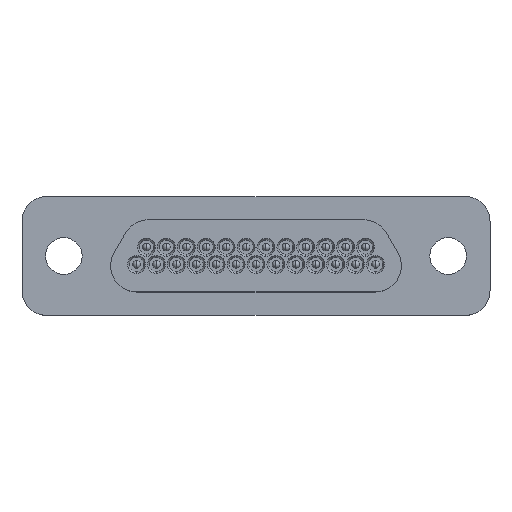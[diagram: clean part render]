
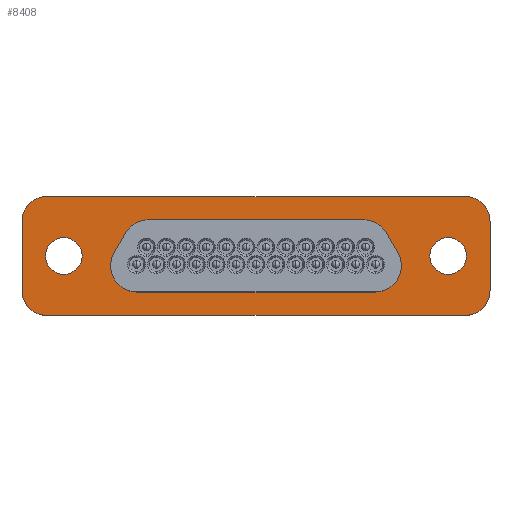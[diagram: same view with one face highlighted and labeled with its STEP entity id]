
A CAD part, top view. The second image highlights one B-rep face of the part: STEP entity #8408.
In plain terms, the highlighted planar face has unit normal (0, 0, 1).
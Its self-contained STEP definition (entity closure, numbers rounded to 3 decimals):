
#420=CARTESIAN_POINT('',(-6.874,0.635,-4.648));
#421=DIRECTION('',(0.,0.,1.));
#422=DIRECTION('',(0.,1.,0.));
#423=AXIS2_PLACEMENT_3D('',#420,#421,#422);
#429=CARTESIAN_POINT('',(-12.256,0.,-4.648));
#430=DIRECTION('',(0.,0.,-1.));
#431=DIRECTION('',(1.,0.,0.));
#432=AXIS2_PLACEMENT_3D('',#429,#430,#431);
#434=CARTESIAN_POINT('',(-12.256,0.,-4.648));
#435=DIRECTION('',(0.,0.,-1.));
#436=DIRECTION('',(-1.,0.,0.));
#437=AXIS2_PLACEMENT_3D('',#434,#435,#436);
#439=CARTESIAN_POINT('',(12.256,0.,-4.648));
#440=DIRECTION('',(0.,0.,-1.));
#441=DIRECTION('',(1.,0.,0.));
#442=AXIS2_PLACEMENT_3D('',#439,#440,#441);
#444=CARTESIAN_POINT('',(12.256,0.,-4.648));
#445=DIRECTION('',(0.,0.,-1.));
#446=DIRECTION('',(-1.,0.,0.));
#447=AXIS2_PLACEMENT_3D('',#444,#445,#446);
#449=CARTESIAN_POINT('',(-13.348,2.21,-4.648));
#450=DIRECTION('',(0.,0.,1.));
#451=DIRECTION('',(0.,1.,0.));
#452=AXIS2_PLACEMENT_3D('',#449,#450,#451);
#454=DIRECTION('',(-1.,0.,0.));
#455=VECTOR('',#454,26.695);
#456=CARTESIAN_POINT('',(13.348,3.785,-4.648));
#457=LINE('',#456,#455);
#458=CARTESIAN_POINT('',(13.348,2.21,-4.648));
#459=DIRECTION('',(0.,0.,1.));
#460=DIRECTION('',(1.,0.,0.));
#461=AXIS2_PLACEMENT_3D('',#458,#459,#460);
#463=DIRECTION('',(0.,1.,0.));
#464=VECTOR('',#463,4.42);
#465=CARTESIAN_POINT('',(14.923,-2.21,-4.648));
#466=LINE('',#465,#464);
#467=CARTESIAN_POINT('',(13.348,-2.21,-4.648));
#468=DIRECTION('',(0.,0.,1.));
#469=DIRECTION('',(0.,-1.,0.));
#470=AXIS2_PLACEMENT_3D('',#467,#468,#469);
#472=DIRECTION('',(1.,0.,0.));
#473=VECTOR('',#472,26.695);
#474=CARTESIAN_POINT('',(-13.348,-3.785,-4.648));
#475=LINE('',#474,#473);
#476=CARTESIAN_POINT('',(-13.348,-2.21,-4.648));
#477=DIRECTION('',(0.,0.,1.));
#478=DIRECTION('',(-1.,0.,0.));
#479=AXIS2_PLACEMENT_3D('',#476,#477,#478);
#481=DIRECTION('',(0.,-1.,0.));
#482=VECTOR('',#481,4.42);
#483=CARTESIAN_POINT('',(-14.923,2.21,-4.648));
#484=LINE('',#483,#482);
#4245=DIRECTION('',(1.,0.,0.));
#4246=VECTOR('',#4245,15.215);
#4247=CARTESIAN_POINT('',(-7.607,-2.299,-4.648));
#4248=LINE('',#4247,#4246);
#4253=CARTESIAN_POINT('',(-7.607,-0.635,-4.648));
#4254=DIRECTION('',(0.,0.,1.));
#4255=DIRECTION('',(-0.866,0.5,0.));
#4256=AXIS2_PLACEMENT_3D('',#4253,#4254,#4255);
#4262=DIRECTION('',(-0.5,-0.866,0.));
#4263=VECTOR('',#4262,1.466);
#4264=CARTESIAN_POINT('',(-8.315,1.467,-4.648));
#4265=LINE('',#4264,#4263);
#4270=CARTESIAN_POINT('',(7.607,-0.635,-4.648));
#4271=DIRECTION('',(0.,0.,1.));
#4272=DIRECTION('',(0.,-1.,0.));
#4273=AXIS2_PLACEMENT_3D('',#4270,#4271,#4272);
#4279=DIRECTION('',(-0.5,0.866,0.));
#4280=VECTOR('',#4279,1.466);
#4281=CARTESIAN_POINT('',(9.048,0.197,-4.648));
#4282=LINE('',#4281,#4280);
#4287=CARTESIAN_POINT('',(6.874,0.635,-4.648));
#4288=DIRECTION('',(0.,0.,1.));
#4289=DIRECTION('',(0.866,0.5,0.));
#4290=AXIS2_PLACEMENT_3D('',#4287,#4288,#4289);
#4296=DIRECTION('',(-1.,0.,0.));
#4297=VECTOR('',#4296,13.748);
#4298=CARTESIAN_POINT('',(6.874,2.299,-4.648));
#4299=LINE('',#4298,#4297);
#6670=CARTESIAN_POINT('',(-13.348,3.785,-4.648));
#6671=CARTESIAN_POINT('',(-14.923,2.21,-4.648));
#6672=VERTEX_POINT('',#6670);
#6673=VERTEX_POINT('',#6671);
#6674=CARTESIAN_POINT('',(-14.923,-2.21,-4.648));
#6675=VERTEX_POINT('',#6674);
#6676=CARTESIAN_POINT('',(-13.348,-3.785,-4.648));
#6677=VERTEX_POINT('',#6676);
#6678=CARTESIAN_POINT('',(13.348,-3.785,-4.648));
#6679=VERTEX_POINT('',#6678);
#6680=CARTESIAN_POINT('',(14.923,-2.21,-4.648));
#6681=VERTEX_POINT('',#6680);
#6682=CARTESIAN_POINT('',(14.923,2.21,-4.648));
#6683=VERTEX_POINT('',#6682);
#6684=CARTESIAN_POINT('',(13.348,3.785,-4.648));
#6685=VERTEX_POINT('',#6684);
#6702=CARTESIAN_POINT('',(-7.607,-2.299,-4.648));
#6703=CARTESIAN_POINT('',(7.607,-2.299,-4.648));
#6704=VERTEX_POINT('',#6702);
#6705=VERTEX_POINT('',#6703);
#6706=CARTESIAN_POINT('',(6.874,2.299,-4.648));
#6707=CARTESIAN_POINT('',(-6.874,2.299,-4.648));
#6708=VERTEX_POINT('',#6706);
#6709=VERTEX_POINT('',#6707);
#6710=CARTESIAN_POINT('',(-8.315,1.467,-4.648));
#6711=VERTEX_POINT('',#6710);
#6712=CARTESIAN_POINT('',(-9.048,0.197,-4.648));
#6713=VERTEX_POINT('',#6712);
#6714=CARTESIAN_POINT('',(9.048,0.197,-4.648));
#6715=VERTEX_POINT('',#6714);
#6716=CARTESIAN_POINT('',(8.315,1.467,-4.648));
#6717=VERTEX_POINT('',#6716);
#6995=CARTESIAN_POINT('',(-11.087,0.,-4.648));
#6996=CARTESIAN_POINT('',(-13.424,0.,-4.648));
#6997=VERTEX_POINT('',#6995);
#6998=VERTEX_POINT('',#6996);
#6999=CARTESIAN_POINT('',(13.424,0.,-4.648));
#7000=CARTESIAN_POINT('',(11.087,0.,-4.648));
#7001=VERTEX_POINT('',#6999);
#7002=VERTEX_POINT('',#7000);
#8356=CARTESIAN_POINT('',(0.,0.,-4.648));
#8357=DIRECTION('',(0.,0.,1.));
#8358=DIRECTION('',(1.,0.,0.));
#8359=AXIS2_PLACEMENT_3D('',#8356,#8357,#8358);
#8360=PLANE('',#8359);
#8362=ORIENTED_EDGE('',*,*,#8361,.F.);
#8364=ORIENTED_EDGE('',*,*,#8363,.F.);
#8366=ORIENTED_EDGE('',*,*,#8365,.F.);
#8368=ORIENTED_EDGE('',*,*,#8367,.F.);
#8370=ORIENTED_EDGE('',*,*,#8369,.F.);
#8372=ORIENTED_EDGE('',*,*,#8371,.F.);
#8374=ORIENTED_EDGE('',*,*,#8373,.F.);
#8376=ORIENTED_EDGE('',*,*,#8375,.F.);
#8377=EDGE_LOOP('',(#8362,#8364,#8366,#8368,#8370,#8372,#8374,#8376));
#8378=FACE_OUTER_BOUND('',#8377,.F.);
#8380=ORIENTED_EDGE('',*,*,#8379,.F.);
#8382=ORIENTED_EDGE('',*,*,#8381,.F.);
#8383=EDGE_LOOP('',(#8380,#8382));
#8384=FACE_BOUND('',#8383,.F.);
#8386=ORIENTED_EDGE('',*,*,#8385,.F.);
#8388=ORIENTED_EDGE('',*,*,#8387,.F.);
#8389=EDGE_LOOP('',(#8386,#8388));
#8390=FACE_BOUND('',#8389,.F.);
#8392=ORIENTED_EDGE('',*,*,#8391,.T.);
#8394=ORIENTED_EDGE('',*,*,#8393,.T.);
#8396=ORIENTED_EDGE('',*,*,#8395,.T.);
#8398=ORIENTED_EDGE('',*,*,#8397,.T.);
#8400=ORIENTED_EDGE('',*,*,#8399,.T.);
#8401=ORIENTED_EDGE('',*,*,#8346,.T.);
#8403=ORIENTED_EDGE('',*,*,#8402,.T.);
#8405=ORIENTED_EDGE('',*,*,#8404,.T.);
#8406=EDGE_LOOP('',(#8392,#8394,#8396,#8398,#8400,#8401,#8403,#8405));
#8407=FACE_BOUND('',#8406,.F.);
#424=CIRCLE('',#423,1.664);
#433=CIRCLE('',#432,1.168);
#438=CIRCLE('',#437,1.168);
#443=CIRCLE('',#442,1.168);
#448=CIRCLE('',#447,1.168);
#453=CIRCLE('',#452,1.575);
#462=CIRCLE('',#461,1.575);
#471=CIRCLE('',#470,1.575);
#480=CIRCLE('',#479,1.575);
#4257=CIRCLE('',#4256,1.664);
#4274=CIRCLE('',#4273,1.664);
#4291=CIRCLE('',#4290,1.664);
#8346=EDGE_CURVE('',#6709,#6711,#424,.T.);
#8361=EDGE_CURVE('',#6672,#6673,#453,.T.);
#8363=EDGE_CURVE('',#6685,#6672,#457,.T.);
#8365=EDGE_CURVE('',#6683,#6685,#462,.T.);
#8367=EDGE_CURVE('',#6681,#6683,#466,.T.);
#8369=EDGE_CURVE('',#6679,#6681,#471,.T.);
#8371=EDGE_CURVE('',#6677,#6679,#475,.T.);
#8373=EDGE_CURVE('',#6675,#6677,#480,.T.);
#8375=EDGE_CURVE('',#6673,#6675,#484,.T.);
#8379=EDGE_CURVE('',#7001,#7002,#443,.T.);
#8381=EDGE_CURVE('',#7002,#7001,#448,.T.);
#8385=EDGE_CURVE('',#6997,#6998,#433,.T.);
#8387=EDGE_CURVE('',#6998,#6997,#438,.T.);
#8391=EDGE_CURVE('',#6704,#6705,#4248,.T.);
#8393=EDGE_CURVE('',#6705,#6715,#4274,.T.);
#8395=EDGE_CURVE('',#6715,#6717,#4282,.T.);
#8397=EDGE_CURVE('',#6717,#6708,#4291,.T.);
#8399=EDGE_CURVE('',#6708,#6709,#4299,.T.);
#8402=EDGE_CURVE('',#6711,#6713,#4265,.T.);
#8404=EDGE_CURVE('',#6713,#6704,#4257,.T.);
#8408=ADVANCED_FACE('',(#8378,#8384,#8390,#8407),#8360,.T.);
